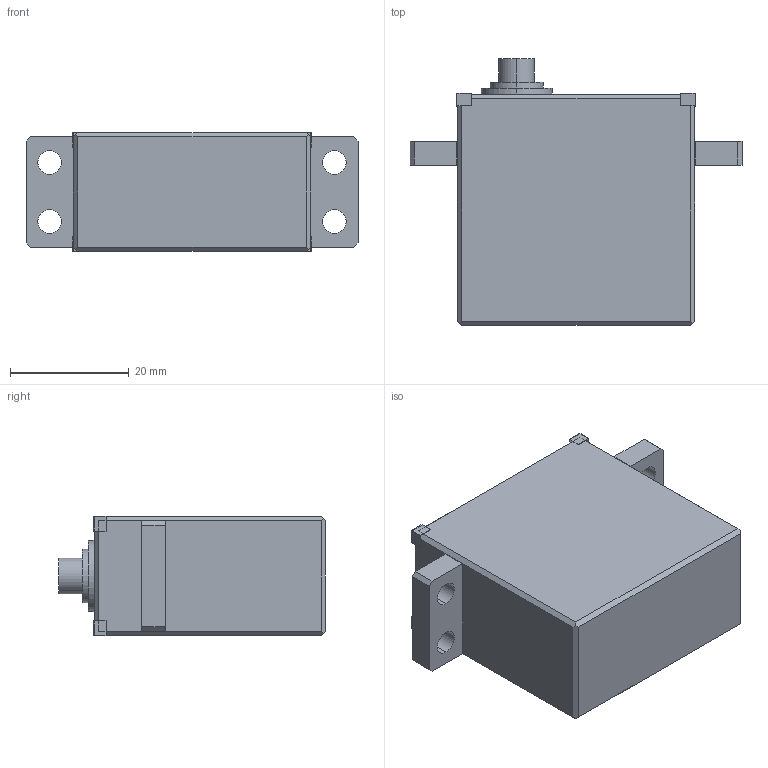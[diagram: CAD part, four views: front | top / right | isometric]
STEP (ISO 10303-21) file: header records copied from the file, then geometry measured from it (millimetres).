
FILE_DESCRIPTION (( 'STEP AP203' ), '1' );
FILE_NAME ('馱最1.STEP', '2025-09-04T13:48:59', ( '' ), ( '' ), 'SwSTEP 2.0', 'SolidWorks 2024', '' );
FILE_SCHEMA (( 'CONFIG_CONTROL_DESIGN' ));
Length unit declared in the file: millimetre
Products named in the file (1): 工程1
Bounding box: 56 x 45 x 20.2 mm (x, y, z)
Volume: 32355.2 mm3; surface area: 7482.6 mm2
Topology: 3 solids, 3 shells, 94 faces, 276 edges, 176 vertices
Faces by surface type: plane 70, cylinder 24
Entity records: 3213 total; most frequent: ORIENTED_EDGE 552, CARTESIAN_POINT 547, DIRECTION 530, EDGE_CURVE 276, LINE 212, VECTOR 212, VERTEX_POINT 176, AXIS2_PLACEMENT_3D 159
